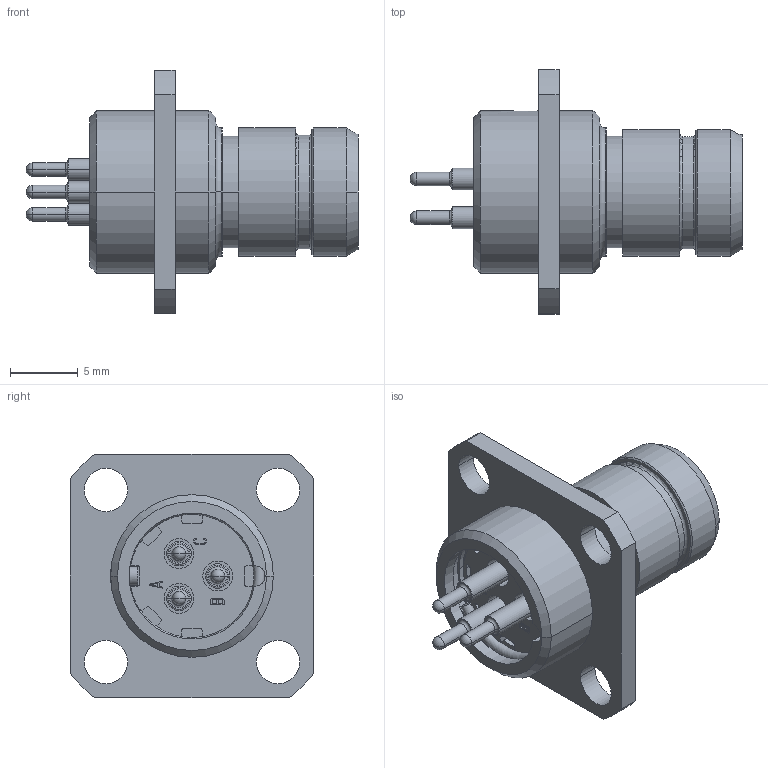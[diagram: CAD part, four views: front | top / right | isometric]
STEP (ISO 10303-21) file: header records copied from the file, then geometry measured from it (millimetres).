
FILE_DESCRIPTION((''),'2;1');
FILE_NAME('1332E003FY','2024-07-24T11:32:52',('paultorloting'),('NET AG system integration'),'CREO PARAMETRIC BY PTC INC, 2021404','CREO PARAMETRIC BY PTC INC, 2021404','');
FILE_SCHEMA(('AUTOMOTIVE_DESIGN { 1 0 10303 214 1 1 1 1 }'));
Length unit declared in the file: millimetre
Products named in the file (1): 1332E003FY
Bounding box: 24.5 x 18 x 18 mm (x, y, z)
Volume: 1671.9 mm3; surface area: 2509.2 mm2
Topology: 1 solids, 4 shells, 510 faces, 1355 edges, 887 vertices
Faces by surface type: plane 305, cylinder 111, cone 53, torus 35, sphere 6
Entity records: 19937 total; most frequent: CARTESIAN_POINT 3425, ORIENTED_EDGE 2698, DIRECTION 2602, EDGE_CURVE 1349, AXIS2_PLACEMENT_3D 901, VERTEX_POINT 887, VECTOR 797, LINE 797
